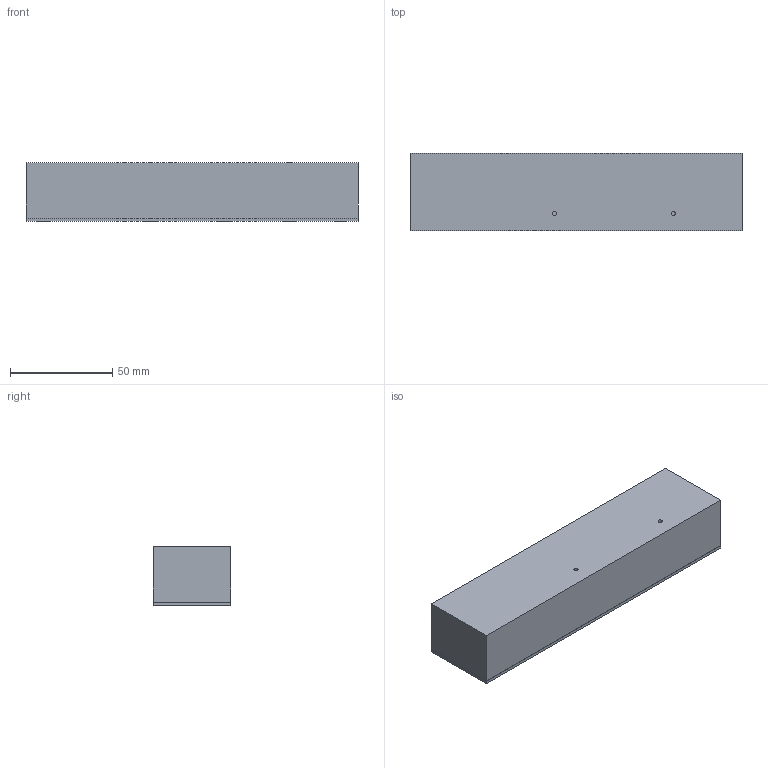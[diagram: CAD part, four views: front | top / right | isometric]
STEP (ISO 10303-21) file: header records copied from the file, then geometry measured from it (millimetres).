
FILE_DESCRIPTION(('FreeCAD Model'),'2;1');
FILE_NAME('enclosure.step', '2022-05-13T19:00:26',('Author'),(''), 'Open CASCADE STEP processor 7.3','FreeCAD','Unknown');
FILE_SCHEMA(('AUTOMOTIVE_DESIGN { 1 0 10303 214 1 1 1 1 }'));
Length unit declared in the file: millimetre
Products named in the file (2): Base; Top
Bounding box: 162 x 38 x 28.7 mm (x, y, z)
Volume: 37820.2 mm3; surface area: 49931.6 mm2
Topology: 2 solids, 2 shells, 150 faces, 345 edges, 230 vertices
Faces by surface type: plane 80, cylinder 70
Full cylindrical faces by diameter (mm): 2 x14, 4 x2, 6 x3, 6.2 x5, 6.4 x7, 10 x3, 17 x3
Entity records: 9040 total; most frequent: CARTESIAN_POINT 1734, DIRECTION 1424, LINE 755, VECTOR 755, ORIENTED_EDGE 690, PCURVE 690, DEFINITIONAL_REPRESENTATION 690, EDGE_CURVE 345
